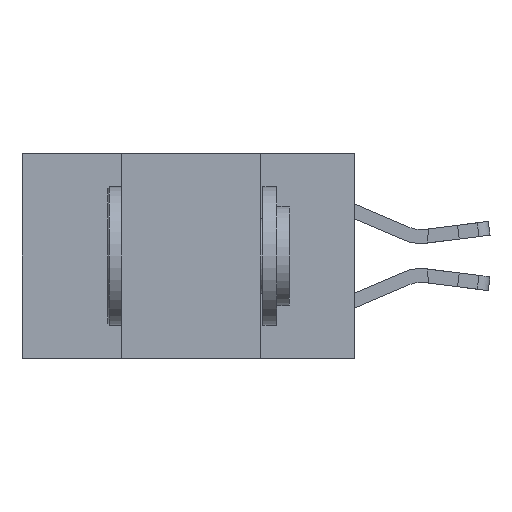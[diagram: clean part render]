
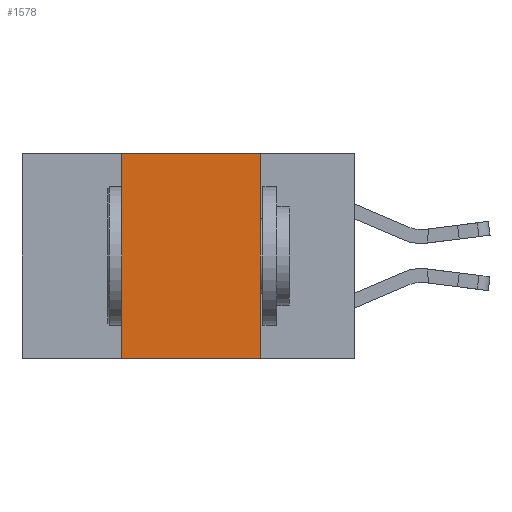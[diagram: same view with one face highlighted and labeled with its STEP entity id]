
A CAD part, left-side view. The second image highlights one B-rep face of the part: STEP entity #1578.
In plain terms, the highlighted planar face has unit normal (-1, 0, 0).
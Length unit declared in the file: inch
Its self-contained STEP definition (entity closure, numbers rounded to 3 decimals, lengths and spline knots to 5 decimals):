
#759 = VECTOR ( 'NONE', #8165, 39.37008 ) ;
#961 = VECTOR ( 'NONE', #15900, 39.37008 ) ;
#1578 = ADVANCED_FACE ( 'NONE', ( #5910 ), #16903, .F. ) ;
#1831 = LINE ( 'NONE', #7807, #15469 ) ;
#1969 = VERTEX_POINT ( 'NONE', #10074 ) ;
#2133 = EDGE_CURVE ( 'NONE', #1969, #3911, #15265, .T. ) ;
#2528 = CARTESIAN_POINT ( 'NONE',  ( 0., 0.17, -0.37 ) ) ;
#3393 = VERTEX_POINT ( 'NONE', #2528 ) ;
#3649 = DIRECTION ( 'NONE',  ( 0., 0., -1. ) ) ;
#3911 = VERTEX_POINT ( 'NONE', #5529 ) ;
#4209 = DIRECTION ( 'NONE',  ( 0., 0., 1. ) ) ;
#5102 = EDGE_CURVE ( 'NONE', #5276, #1969, #15919, .T. ) ;
#5276 = VERTEX_POINT ( 'NONE', #15555 ) ;
#5360 = ORIENTED_EDGE ( 'NONE', *, *, #2133, .F. ) ;
#5529 = CARTESIAN_POINT ( 'NONE',  ( 0., 0.17, 0. ) ) ;
#5570 = EDGE_CURVE ( 'NONE', #5276, #3393, #15904, .T. ) ;
#5910 = FACE_OUTER_BOUND ( 'NONE', #11436, .T. ) ;
#7698 = CARTESIAN_POINT ( 'NONE',  ( 0., 0.6, -0.37 ) ) ;
#7807 = CARTESIAN_POINT ( 'NONE',  ( 0., 0.17, 0. ) ) ;
#8165 = DIRECTION ( 'NONE',  ( 0., -1., 0. ) ) ;
#8169 = CARTESIAN_POINT ( 'NONE',  ( 0., 0.6, 0. ) ) ;
#9522 = ORIENTED_EDGE ( 'NONE', *, *, #5102, .F. ) ;
#9947 = AXIS2_PLACEMENT_3D ( 'NONE', #15279, #15837, #15717 ) ;
#10074 = CARTESIAN_POINT ( 'NONE',  ( 0., 0.42, 0. ) ) ;
#10539 = CARTESIAN_POINT ( 'NONE',  ( 0., 0.42, 0. ) ) ;
#11436 = EDGE_LOOP ( 'NONE', ( #12354, #5360, #9522, #16922 ) ) ;
#12221 = VECTOR ( 'NONE', #4209, 39.37008 ) ;
#12354 = ORIENTED_EDGE ( 'NONE', *, *, #14407, .F. ) ;
#14407 = EDGE_CURVE ( 'NONE', #3911, #3393, #1831, .T. ) ;
#15265 = LINE ( 'NONE', #8169, #759 ) ;
#15279 = CARTESIAN_POINT ( 'NONE',  ( 0., 0.6, 0. ) ) ;
#15469 = VECTOR ( 'NONE', #3649, 39.37008 ) ;
#15555 = CARTESIAN_POINT ( 'NONE',  ( 0., 0.42, -0.37 ) ) ;
#15717 = DIRECTION ( 'NONE',  ( 0., 0., -1. ) ) ;
#15837 = DIRECTION ( 'NONE',  ( 1., 0., 0. ) ) ;
#15900 = DIRECTION ( 'NONE',  ( 0., -1., 0. ) ) ;
#15904 = LINE ( 'NONE', #7698, #961 ) ;
#15919 = LINE ( 'NONE', #10539, #12221 ) ;
#16903 = PLANE ( 'NONE',  #9947 ) ;
#16922 = ORIENTED_EDGE ( 'NONE', *, *, #5570, .T. ) ;
